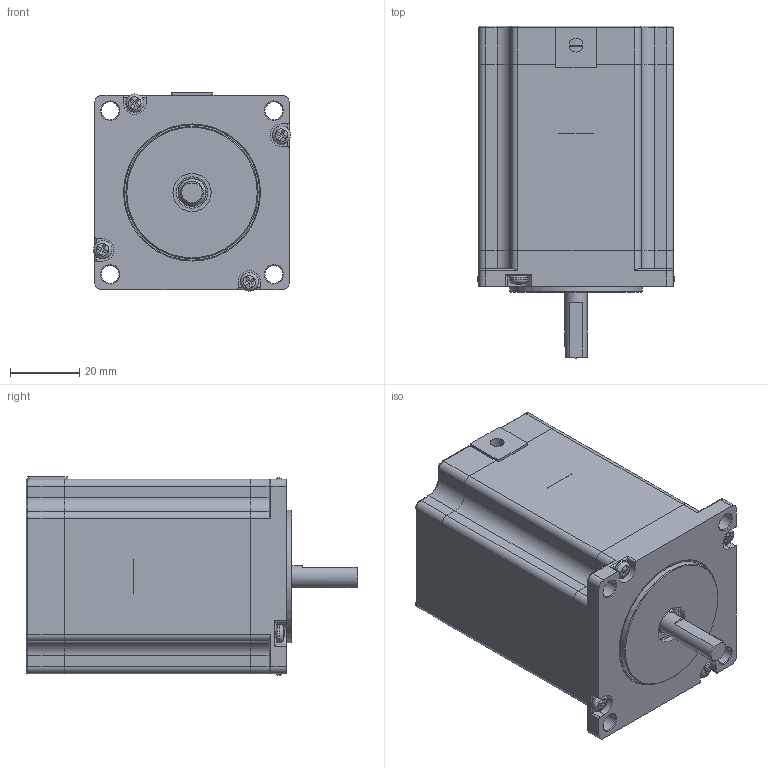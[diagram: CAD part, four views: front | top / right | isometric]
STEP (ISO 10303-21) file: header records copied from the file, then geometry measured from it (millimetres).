
FILE_DESCRIPTION(('HOOPS Exchange Step'),'2;1');
FILE_NAME('export-BCF64FFC-8959-48D2-B036-F4513515D459.stp','2021-01-18T12:10:55+01:00',('User'),('Alibre'),'HOOPS Exchange 2020.1','Alibre','Unknown authorisation');
FILE_SCHEMA( ('AP242_MANAGED_MODEL_BASED_3D_ENGINEERING_MIM_LF {1 0 10303 442 1 1 4 }') );
Length unit declared in the file: millimetre
Products named in the file (11): 452-1 Back flange; 452-2 washer ring; 452-3 spring washer ring; 608 2Z; 452-4 magnet shaft; 452-5 magnet; 452-6 motor stack; 452-7 front flange; 452-8 M3x70 Bolt; 452-9 rubber grommet; 452 Stepper Motor DCNC-NEMA23-2.0Nm
Assembly tree (14 placements, depth 2):
  452 Stepper Motor DCNC-NEMA23-2.0Nm
    452-1 Back flange
    452-2 washer ring
    452-3 spring washer ring
    608 2Z  x2
    452-4 magnet shaft
    452-5 magnet
    452-6 motor stack
    452-7 front flange
    452-8 M3x70 Bolt  x4
    452-9 rubber grommet
Bounding box: 56.79 x 95.6 x 57.1 mm (x, y, z)
Volume: 93789.3 mm3; surface area: 68201.1 mm2
Topology: 14 solids, 78 shells, 2156 faces, 5870 edges, 3895 vertices
Faces by surface type: plane 933, extrusion 716, cylinder 375, torus 51, bspline 42, cone 29, sphere 10
Full cylindrical faces by diameter (mm): 2.5 x4, 2.6 x4, 3 x4, 3.3 x4, 3.4 x4, 4 x1, 5.1 x4, 5.3 x4, 6.35 x1, 8 x2, 10 x2, 11 x1, 15 x1, 17.7 x1, 18 x1, 20 x1, 21.3 x1, 22 x2, 35 x2, 36 x2, 38.1 x1, 52 x1, 53 x2
Entity records: 70035 total; most frequent: CARTESIAN_POINT 19816, ORIENTED_EDGE 11186, DIRECTION 8452, EDGE_CURVE 5593, VECTOR 3782, VERTEX_POINT 3713, LINE 3066, AXIS2_PLACEMENT_3D 2335
